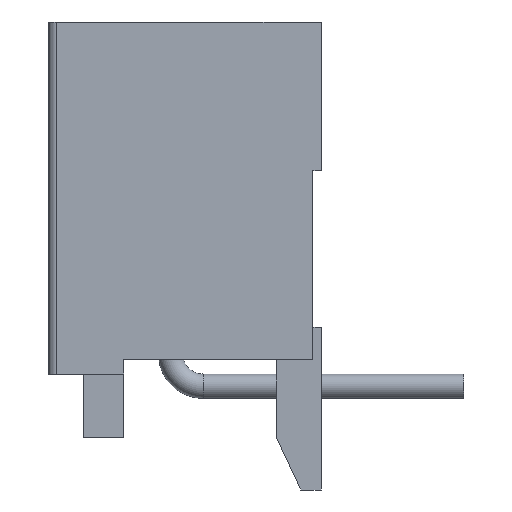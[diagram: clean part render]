
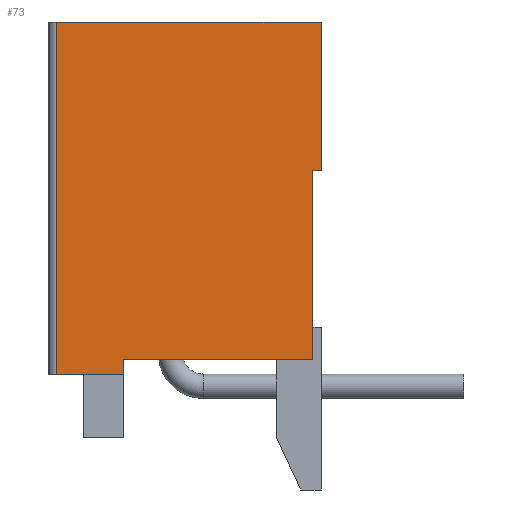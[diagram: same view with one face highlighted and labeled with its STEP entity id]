
A CAD part, left-side view. The second image highlights one B-rep face of the part: STEP entity #73.
In plain terms, the highlighted planar face has unit normal (-1, 0, 0).
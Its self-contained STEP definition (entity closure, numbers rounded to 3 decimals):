
#73=ADVANCED_FACE('',(#225),#226,.T.);
#225=FACE_OUTER_BOUND('',#502,.T.);
#226=PLANE('',#503);
#502=EDGE_LOOP('',(#842,#843,#844,#845,#846,#847,#848,#849));
#503=AXIS2_PLACEMENT_3D('',#850,#851,#852);
#842=ORIENTED_EDGE('',*,*,#1909,.T.);
#843=ORIENTED_EDGE('',*,*,#1927,.T.);
#844=ORIENTED_EDGE('',*,*,#1928,.T.);
#845=ORIENTED_EDGE('',*,*,#1929,.T.);
#846=ORIENTED_EDGE('',*,*,#1930,.F.);
#847=ORIENTED_EDGE('',*,*,#1931,.T.);
#848=ORIENTED_EDGE('',*,*,#1932,.F.);
#849=ORIENTED_EDGE('',*,*,#1926,.T.);
#850=CARTESIAN_POINT('',(-3.7,3.35,-4.325));
#851=DIRECTION('',(-1.0,0.0,0.0));
#852=DIRECTION('',(0.0,0.0,1.0));
#1909=EDGE_CURVE('',#2311,#2309,#2312,.T.);
#1926=EDGE_CURVE('',#2341,#2311,#2344,.T.);
#1927=EDGE_CURVE('',#2309,#2345,#2346,.T.);
#1928=EDGE_CURVE('',#2345,#2347,#2348,.T.);
#1929=EDGE_CURVE('',#2347,#2349,#2350,.T.);
#1930=EDGE_CURVE('',#2351,#2349,#2352,.T.);
#1931=EDGE_CURVE('',#2351,#2353,#2354,.T.);
#1932=EDGE_CURVE('',#2341,#2353,#2355,.T.);
#2309=VERTEX_POINT('',#2930);
#2311=VERTEX_POINT('',#2933);
#2312=LINE('',#2934,#2935);
#2341=VERTEX_POINT('',#2976);
#2344=LINE('',#2980,#2981);
#2345=VERTEX_POINT('',#2982);
#2346=LINE('',#2983,#2984);
#2347=VERTEX_POINT('',#2985);
#2348=LINE('',#2986,#2987);
#2349=VERTEX_POINT('',#2988);
#2350=LINE('',#2989,#2990);
#2351=VERTEX_POINT('',#2991);
#2352=LINE('',#2992,#2993);
#2353=VERTEX_POINT('',#2994);
#2354=LINE('',#2995,#2996);
#2355=LINE('',#2997,#2998);
#2930=CARTESIAN_POINT('',(-3.7,1.5,-4.325));
#2933=CARTESIAN_POINT('',(-3.7,3.15,-4.325));
#2934=CARTESIAN_POINT('',(-3.7,3.15,-4.325));
#2935=VECTOR('',#3822,1.65);
#2976=CARTESIAN_POINT('',(-3.7,3.15,4.325));
#2980=CARTESIAN_POINT('',(-3.7,3.15,4.325));
#2981=VECTOR('',#3845,8.65);
#2982=CARTESIAN_POINT('',(-3.7,1.5,-3.975));
#2983=CARTESIAN_POINT('',(-3.7,1.5,-4.325));
#2984=VECTOR('',#3846,0.35);
#2985=CARTESIAN_POINT('',(-3.7,-3.15,-3.975));
#2986=CARTESIAN_POINT('',(-3.7,1.5,-3.975));
#2987=VECTOR('',#3847,4.65);
#2988=CARTESIAN_POINT('',(-3.7,-3.15,0.675));
#2989=CARTESIAN_POINT('',(-3.7,-3.15,-3.975));
#2990=VECTOR('',#3848,4.65);
#2991=CARTESIAN_POINT('',(-3.7,-3.35,0.675));
#2992=CARTESIAN_POINT('',(-3.7,-3.35,0.675));
#2993=VECTOR('',#3849,0.2);
#2994=CARTESIAN_POINT('',(-3.7,-3.35,4.325));
#2995=CARTESIAN_POINT('',(-3.7,-3.35,0.675));
#2996=VECTOR('',#3850,3.65);
#2997=CARTESIAN_POINT('',(-3.7,3.15,4.325));
#2998=VECTOR('',#3851,6.5);
#3822=DIRECTION('',(0.0,-1.0,0.0));
#3845=DIRECTION('',(0.0,0.0,-1.0));
#3846=DIRECTION('',(0.0,0.0,1.0));
#3847=DIRECTION('',(0.0,-1.0,0.0));
#3848=DIRECTION('',(0.0,0.0,1.0));
#3849=DIRECTION('',(0.0,1.0,0.0));
#3850=DIRECTION('',(0.0,0.0,1.0));
#3851=DIRECTION('',(0.0,-1.0,0.0));
